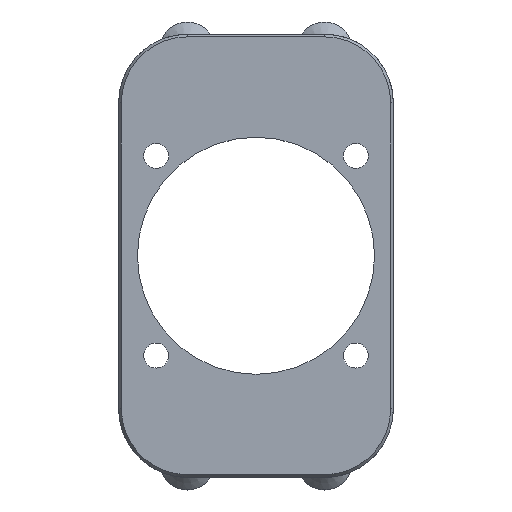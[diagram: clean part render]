
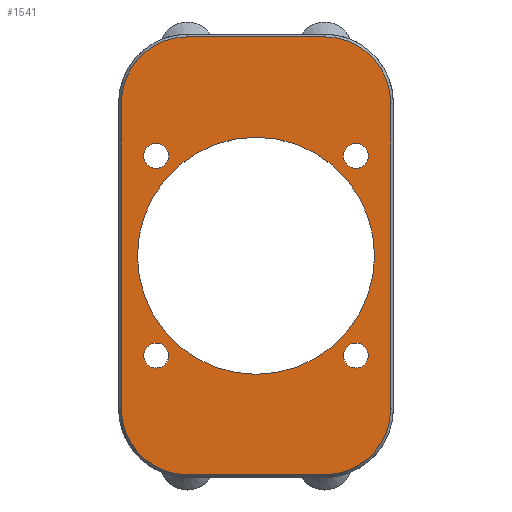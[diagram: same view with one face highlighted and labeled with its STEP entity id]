
A CAD part, top view. The second image highlights one B-rep face of the part: STEP entity #1541.
In plain terms, the highlighted planar face has unit normal (0, 0, 1).
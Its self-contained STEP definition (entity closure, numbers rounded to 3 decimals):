
#27=FACE_BOUND('',#195,.T.);
#28=FACE_BOUND('',#196,.T.);
#29=FACE_BOUND('',#197,.T.);
#30=FACE_BOUND('',#198,.T.);
#31=FACE_BOUND('',#199,.T.);
#55=PLANE('',#1668);
#107=FACE_OUTER_BOUND('',#194,.T.);
#194=EDGE_LOOP('',(#1135,#1136,#1137,#1138,#1139,#1140,#1141,#1142));
#195=EDGE_LOOP('',(#1143));
#196=EDGE_LOOP('',(#1144));
#197=EDGE_LOOP('',(#1145));
#198=EDGE_LOOP('',(#1146));
#199=EDGE_LOOP('',(#1147));
#275=CIRCLE('',#1648,10.58);
#277=CIRCLE('',#1651,10.58);
#279=CIRCLE('',#1656,10.58);
#281=CIRCLE('',#1659,10.58);
#285=CIRCLE('',#1669,2.);
#286=CIRCLE('',#1670,2.);
#287=CIRCLE('',#1671,2.);
#288=CIRCLE('',#1672,2.);
#289=CIRCLE('',#1673,19.);
#462=LINE('',#3418,#529);
#467=LINE('',#3436,#534);
#470=LINE('',#3442,#537);
#474=LINE('',#3457,#541);
#529=VECTOR('',#1862,10.);
#534=VECTOR('',#1881,10.);
#537=VECTOR('',#1886,10.);
#541=VECTOR('',#1904,10.);
#637=VERTEX_POINT('',#3411);
#640=VERTEX_POINT('',#3416);
#642=VERTEX_POINT('',#3421);
#643=VERTEX_POINT('',#3426);
#646=VERTEX_POINT('',#3434);
#647=VERTEX_POINT('',#3438);
#650=VERTEX_POINT('',#3445);
#651=VERTEX_POINT('',#3450);
#663=VERTEX_POINT('',#3581);
#664=VERTEX_POINT('',#3583);
#665=VERTEX_POINT('',#3585);
#666=VERTEX_POINT('',#3587);
#667=VERTEX_POINT('',#3589);
#822=EDGE_CURVE('',#640,#637,#462,.T.);
#824=EDGE_CURVE('',#642,#640,#275,.T.);
#826=EDGE_CURVE('',#637,#643,#277,.T.);
#831=EDGE_CURVE('',#646,#642,#467,.T.);
#834=EDGE_CURVE('',#643,#647,#470,.T.);
#836=EDGE_CURVE('',#650,#646,#279,.T.);
#838=EDGE_CURVE('',#647,#651,#281,.T.);
#842=EDGE_CURVE('',#651,#650,#474,.T.);
#857=EDGE_CURVE('',#663,#663,#285,.T.);
#858=EDGE_CURVE('',#664,#664,#286,.T.);
#859=EDGE_CURVE('',#665,#665,#287,.T.);
#860=EDGE_CURVE('',#666,#666,#288,.T.);
#861=EDGE_CURVE('',#667,#667,#289,.T.);
#1135=ORIENTED_EDGE('',*,*,#822,.F.);
#1136=ORIENTED_EDGE('',*,*,#824,.F.);
#1137=ORIENTED_EDGE('',*,*,#831,.F.);
#1138=ORIENTED_EDGE('',*,*,#836,.F.);
#1139=ORIENTED_EDGE('',*,*,#842,.F.);
#1140=ORIENTED_EDGE('',*,*,#838,.F.);
#1141=ORIENTED_EDGE('',*,*,#834,.F.);
#1142=ORIENTED_EDGE('',*,*,#826,.F.);
#1143=ORIENTED_EDGE('',*,*,#857,.T.);
#1144=ORIENTED_EDGE('',*,*,#858,.T.);
#1145=ORIENTED_EDGE('',*,*,#859,.T.);
#1146=ORIENTED_EDGE('',*,*,#860,.T.);
#1147=ORIENTED_EDGE('',*,*,#861,.T.);
#1541=ADVANCED_FACE('',(#107,#27,#28,#29,#30,#31),#55,.T.);
#1648=AXIS2_PLACEMENT_3D('',#3423,#1866,#1867);
#1651=AXIS2_PLACEMENT_3D('',#3427,#1872,#1873);
#1656=AXIS2_PLACEMENT_3D('',#3447,#1890,#1891);
#1659=AXIS2_PLACEMENT_3D('',#3451,#1896,#1897);
#1668=AXIS2_PLACEMENT_3D('',#3580,#1923,#1924);
#1669=AXIS2_PLACEMENT_3D('',#3582,#1925,#1926);
#1670=AXIS2_PLACEMENT_3D('',#3584,#1927,#1928);
#1671=AXIS2_PLACEMENT_3D('',#3586,#1929,#1930);
#1672=AXIS2_PLACEMENT_3D('',#3588,#1931,#1932);
#1673=AXIS2_PLACEMENT_3D('',#3590,#1933,#1934);
#1862=DIRECTION('',(1.,0.,0.));
#1866=DIRECTION('center_axis',(0.,0.,-1.));
#1867=DIRECTION('ref_axis',(0.,1.,0.));
#1872=DIRECTION('center_axis',(0.,0.,-1.));
#1873=DIRECTION('ref_axis',(1.,0.,0.));
#1881=DIRECTION('',(0.,1.,0.));
#1886=DIRECTION('',(0.,-1.,0.));
#1890=DIRECTION('center_axis',(0.,0.,-1.));
#1891=DIRECTION('ref_axis',(-1.,0.,0.));
#1896=DIRECTION('center_axis',(0.,0.,-1.));
#1897=DIRECTION('ref_axis',(0.,-1.,0.));
#1904=DIRECTION('',(-1.,0.,0.));
#1923=DIRECTION('center_axis',(0.,0.,1.));
#1924=DIRECTION('ref_axis',(1.,0.,0.));
#1925=DIRECTION('center_axis',(0.,0.,-1.));
#1926=DIRECTION('ref_axis',(1.,0.,0.));
#1927=DIRECTION('center_axis',(0.,0.,-1.));
#1928=DIRECTION('ref_axis',(1.,0.,0.));
#1929=DIRECTION('center_axis',(0.,0.,-1.));
#1930=DIRECTION('ref_axis',(1.,0.,0.));
#1931=DIRECTION('center_axis',(0.,0.,-1.));
#1932=DIRECTION('ref_axis',(1.,0.,0.));
#1933=DIRECTION('center_axis',(0.,0.,-1.));
#1934=DIRECTION('ref_axis',(1.,0.,0.));
#3411=CARTESIAN_POINT('',(11.,35.08,0.));
#3416=CARTESIAN_POINT('',(-11.,35.08,0.));
#3418=CARTESIAN_POINT('',(-5.5,35.08,0.));
#3421=CARTESIAN_POINT('',(-21.58,24.5,0.));
#3423=CARTESIAN_POINT('Origin',(-11.,24.5,0.));
#3426=CARTESIAN_POINT('',(21.58,24.5,0.));
#3427=CARTESIAN_POINT('Origin',(11.,24.5,0.));
#3434=CARTESIAN_POINT('',(-21.58,-24.5,0.));
#3436=CARTESIAN_POINT('',(-21.58,-12.25,0.));
#3438=CARTESIAN_POINT('',(21.58,-24.5,0.));
#3442=CARTESIAN_POINT('',(21.58,12.25,0.));
#3445=CARTESIAN_POINT('',(-11.,-35.08,0.));
#3447=CARTESIAN_POINT('Origin',(-11.,-24.5,0.));
#3450=CARTESIAN_POINT('',(11.,-35.08,0.));
#3451=CARTESIAN_POINT('Origin',(11.,-24.5,0.));
#3457=CARTESIAN_POINT('',(5.5,-35.08,0.));
#3580=CARTESIAN_POINT('Origin',(0.,0.,0.));
#3581=CARTESIAN_POINT('',(-18.,16.,0.));
#3582=CARTESIAN_POINT('Origin',(-16.,16.,0.));
#3583=CARTESIAN_POINT('',(14.,16.,0.));
#3584=CARTESIAN_POINT('Origin',(16.,16.,0.));
#3585=CARTESIAN_POINT('',(-18.,-16.,0.));
#3586=CARTESIAN_POINT('Origin',(-16.,-16.,0.));
#3587=CARTESIAN_POINT('',(14.,-16.,0.));
#3588=CARTESIAN_POINT('Origin',(16.,-16.,0.));
#3589=CARTESIAN_POINT('',(-19.,0.,0.));
#3590=CARTESIAN_POINT('Origin',(0.,0.,0.));
